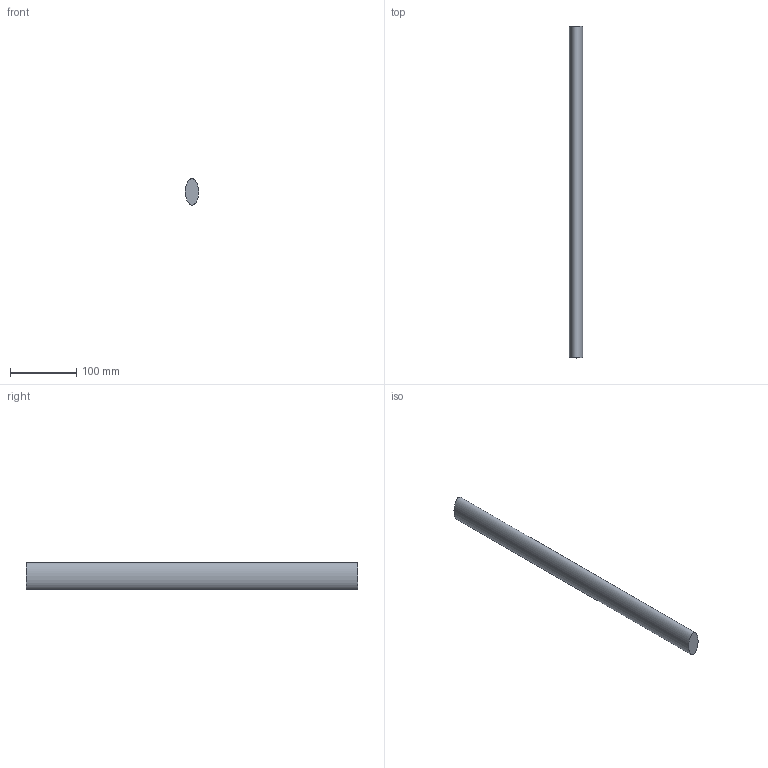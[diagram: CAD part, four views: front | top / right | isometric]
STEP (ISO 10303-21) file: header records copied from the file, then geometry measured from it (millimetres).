
FILE_DESCRIPTION(('FreeCAD Model'),'2;1');
FILE_NAME('Open CASCADE Shape Model','2026-01-03T12:45:05',('Author'),( ''),'Open CASCADE STEP processor 7.8','FreeCAD','Unknown');
FILE_SCHEMA(('AUTOMOTIVE_DESIGN { 1 0 10303 214 1 1 1 1 }'));
Length unit declared in the file: millimetre
Products named in the file (1): Pad
Bounding box: 20 x 500 x 39.99 mm (x, y, z)
Volume: 314159.3 mm3; surface area: 49700.5 mm2
Topology: 1 solids, 1 shells, 3 faces, 3 edges, 2 vertices
Faces by surface type: plane 2, extrusion 1
Entity records: 130 total; most frequent: CARTESIAN_POINT 27, DIRECTION 18, AXIS2_PLACEMENT_3D 6, ORIENTED_EDGE 6, VECTOR 6, PCURVE 6, DEFINITIONAL_REPRESENTATION 6, LINE 5
